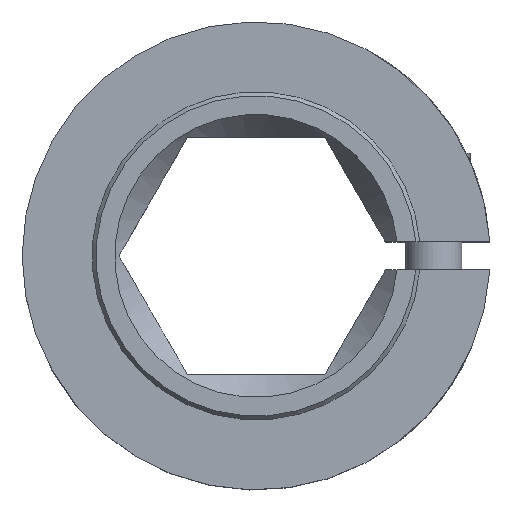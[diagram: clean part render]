
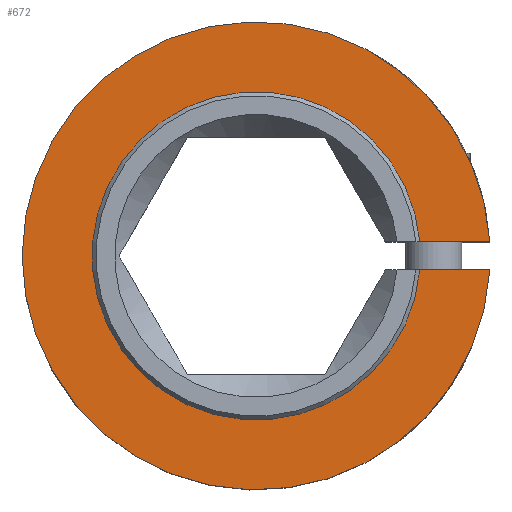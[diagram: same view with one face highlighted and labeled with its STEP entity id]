
A CAD part, top view. The second image highlights one B-rep face of the part: STEP entity #672.
In plain terms, the highlighted planar face has unit normal (0, 0, 1).
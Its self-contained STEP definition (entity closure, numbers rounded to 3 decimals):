
#69=CIRCLE('',#780,8.767);
#73=CIRCLE('',#788,12.5);
#108=FACE_OUTER_BOUND('',#147,.T.);
#147=EDGE_LOOP('',(#516,#517,#518,#519));
#201=LINE('',#1128,#253);
#202=LINE('',#1131,#254);
#253=VECTOR('',#913,1000.);
#254=VECTOR('',#916,1000.);
#306=VERTEX_POINT('',#1103);
#307=VERTEX_POINT('',#1105);
#314=VERTEX_POINT('',#1127);
#315=VERTEX_POINT('',#1129);
#381=EDGE_CURVE('',#307,#306,#69,.T.);
#392=EDGE_CURVE('',#314,#306,#201,.T.);
#393=EDGE_CURVE('',#314,#315,#73,.T.);
#394=EDGE_CURVE('',#307,#315,#202,.T.);
#516=ORIENTED_EDGE('',*,*,#381,.T.);
#517=ORIENTED_EDGE('',*,*,#392,.F.);
#518=ORIENTED_EDGE('',*,*,#393,.T.);
#519=ORIENTED_EDGE('',*,*,#394,.F.);
#642=PLANE('',#787);
#672=ADVANCED_FACE('',(#108),#642,.T.);
#780=AXIS2_PLACEMENT_3D('',#1106,#890,#891);
#787=AXIS2_PLACEMENT_3D('',#1126,#911,#912);
#788=AXIS2_PLACEMENT_3D('',#1130,#914,#915);
#890=DIRECTION('center_axis',(0.,0.,-1.));
#891=DIRECTION('ref_axis',(0.,1.,0.));
#911=DIRECTION('center_axis',(0.,0.,1.));
#912=DIRECTION('ref_axis',(1.,0.,0.));
#913=DIRECTION('',(-1.,0.,0.));
#914=DIRECTION('center_axis',(0.,0.,1.));
#915=DIRECTION('ref_axis',(1.,0.,0.));
#916=DIRECTION('',(1.,0.,0.));
#1103=CARTESIAN_POINT('',(8.735,0.75,3.));
#1105=CARTESIAN_POINT('',(8.735,-0.75,3.));
#1106=CARTESIAN_POINT('Origin',(0.,0.,3.));
#1126=CARTESIAN_POINT('Origin',(0.,0.,3.));
#1127=CARTESIAN_POINT('',(12.477,0.75,3.));
#1128=CARTESIAN_POINT('',(5.381,0.75,3.));
#1129=CARTESIAN_POINT('',(12.477,-0.75,3.));
#1130=CARTESIAN_POINT('Origin',(0.,0.,3.));
#1131=CARTESIAN_POINT('',(5.381,-0.75,3.));
